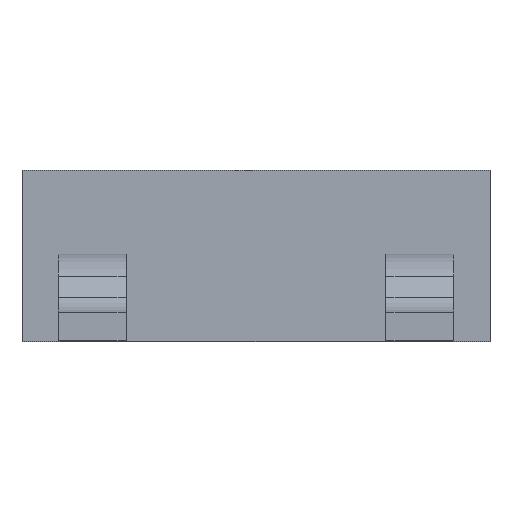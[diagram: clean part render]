
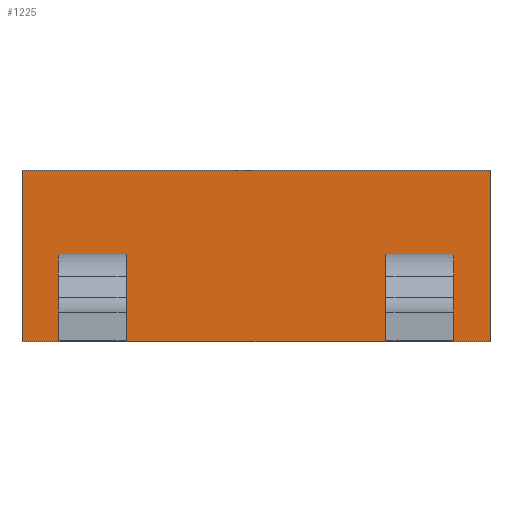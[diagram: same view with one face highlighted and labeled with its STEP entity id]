
A CAD part, top view. The second image highlights one B-rep face of the part: STEP entity #1225.
In plain terms, the highlighted planar face has unit normal (0, 0, 1).
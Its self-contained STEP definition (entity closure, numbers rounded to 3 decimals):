
#1186 = CARTESIAN_POINT ( 'NONE',  ( -3.27, 0., 2.223 ) ) ;
#1187 = VERTEX_POINT ( 'NONE', #1186 ) ;
#1188 = CARTESIAN_POINT ( 'NONE',  ( 3.27, 0., 2.223 ) ) ;
#1189 = VERTEX_POINT ( 'NONE', #1188 ) ;
#1190 = CARTESIAN_POINT ( 'NONE',  ( -3.27, 0., 2.223 ) ) ;
#1191 = DIRECTION ( 'NONE',  ( 1., 0., 0. ) ) ;
#1192 = VECTOR ( 'NONE', #1191, 1000. ) ;
#1193 = LINE ( 'NONE', #1190, #1192 ) ;
#1194 = EDGE_CURVE ( 'NONE', #1187, #1189, #1193, .T. ) ;
#1195 = ORIENTED_EDGE ( 'NONE', *, *, #1194, .T. ) ;
#1196 = CARTESIAN_POINT ( 'NONE',  ( 3.27, 2.39, 2.223 ) ) ;
#1197 = VERTEX_POINT ( 'NONE', #1196 ) ;
#1198 = CARTESIAN_POINT ( 'NONE',  ( 3.27, 2.39, 2.223 ) ) ;
#1199 = DIRECTION ( 'NONE',  ( 0., -1., 0. ) ) ;
#1200 = VECTOR ( 'NONE', #1199, 1000. ) ;
#1201 = LINE ( 'NONE', #1198, #1200 ) ;
#1202 = EDGE_CURVE ( 'NONE', #1197, #1189, #1201, .T. ) ;
#1203 = ORIENTED_EDGE ( 'NONE', *, *, #1202, .F. ) ;
#1204 = CARTESIAN_POINT ( 'NONE',  ( -3.27, 2.39, 2.223 ) ) ;
#1205 = VERTEX_POINT ( 'NONE', #1204 ) ;
#1206 = CARTESIAN_POINT ( 'NONE',  ( -3.27, 2.39, 2.223 ) ) ;
#1207 = DIRECTION ( 'NONE',  ( 1., 0., 0. ) ) ;
#1208 = VECTOR ( 'NONE', #1207, 1000. ) ;
#1209 = LINE ( 'NONE', #1206, #1208 ) ;
#1210 = EDGE_CURVE ( 'NONE', #1205, #1197, #1209, .T. ) ;
#1211 = ORIENTED_EDGE ( 'NONE', *, *, #1210, .F. ) ;
#1212 = CARTESIAN_POINT ( 'NONE',  ( -3.27, 2.39, 2.223 ) ) ;
#1213 = DIRECTION ( 'NONE',  ( 0., -1., 0. ) ) ;
#1214 = VECTOR ( 'NONE', #1213, 1000. ) ;
#1215 = LINE ( 'NONE', #1212, #1214 ) ;
#1216 = EDGE_CURVE ( 'NONE', #1205, #1187, #1215, .T. ) ;
#1217 = ORIENTED_EDGE ( 'NONE', *, *, #1216, .T. ) ;
#1218 = EDGE_LOOP ( 'NONE', ( #1195, #1203, #1211, #1217 ) ) ;
#1219 = FACE_OUTER_BOUND ( 'NONE', #1218, .T. ) ;
#1220 = CARTESIAN_POINT ( 'NONE',  ( -3.27, 2.39, 2.223 ) ) ;
#1221 = DIRECTION ( 'NONE',  ( 0., 0., -1. ) ) ;
#1222 = DIRECTION ( 'NONE',  ( -1., 0., 0. ) ) ;
#1223 = AXIS2_PLACEMENT_3D ( 'NONE', #1220, #1221, #1222 ) ;
#1224 = PLANE ( 'NONE', #1223 ) ;
#1225 = ADVANCED_FACE ( 'NONE', ( #1219 ), #1224, .F. ) ;
